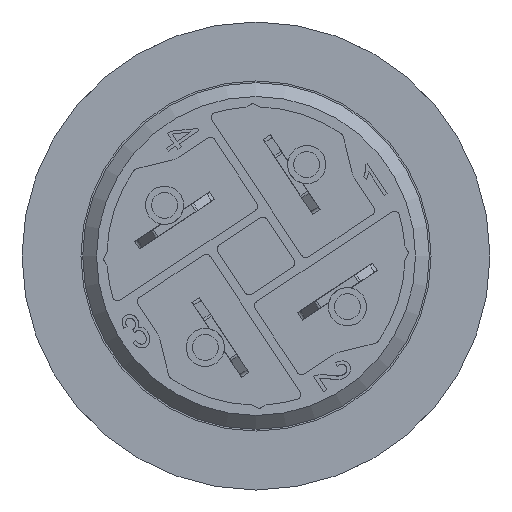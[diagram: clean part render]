
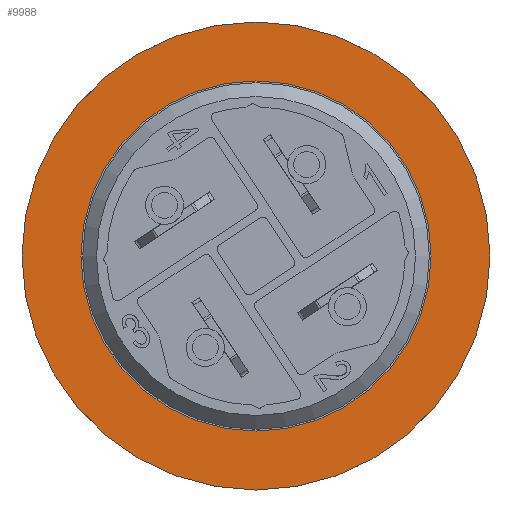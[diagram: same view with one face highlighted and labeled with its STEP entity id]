
A CAD part, front view. The second image highlights one B-rep face of the part: STEP entity #9988.
In plain terms, the highlighted planar face has unit normal (0, -1, 0).
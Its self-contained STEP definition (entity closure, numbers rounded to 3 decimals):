
#9988=ADVANCED_FACE('',(#10677,#10678),#10450,.T.);
#10450=PLANE('',#22267);
#10677=FACE_BOUND('',#11447,.T.);
#10678=FACE_BOUND('',#11448,.T.);
#11447=EDGE_LOOP('',(#15494));
#11448=EDGE_LOOP('',(#15495));
#15494=ORIENTED_EDGE('',*,*,#20083,.T.);
#15495=ORIENTED_EDGE('',*,*,#20082,.F.);
#17824=VERTEX_POINT('',#33164);
#17825=VERTEX_POINT('',#33167);
#20082=EDGE_CURVE('',#17824,#17824,#21067,.T.);
#20083=EDGE_CURVE('',#17825,#17825,#21068,.T.);
#21067=CIRCLE('',#22264,13.5);
#21068=CIRCLE('',#22266,10.1);
#22264=AXIS2_PLACEMENT_3D('',#33163,#25482,#25483);
#22266=AXIS2_PLACEMENT_3D('',#33166,#25486,#25487);
#22267=AXIS2_PLACEMENT_3D('',#33168,#25488,#25489);
#25482=DIRECTION('',(0.,1.,0.));
#25483=DIRECTION('',(1.,0.,0.));
#25486=DIRECTION('',(0.,1.,0.));
#25487=DIRECTION('',(1.,0.,0.));
#25488=DIRECTION('',(0.,-1.,0.));
#25489=DIRECTION('',(1.,0.,0.));
#33163=CARTESIAN_POINT('',(-21.97,-128.563,-132.162));
#33164=CARTESIAN_POINT('',(-8.47,-128.563,-132.162));
#33166=CARTESIAN_POINT('',(-21.97,-128.563,-132.162));
#33167=CARTESIAN_POINT('',(-11.87,-128.563,-132.162));
#33168=CARTESIAN_POINT('',(-36.145,-128.563,-146.337));
